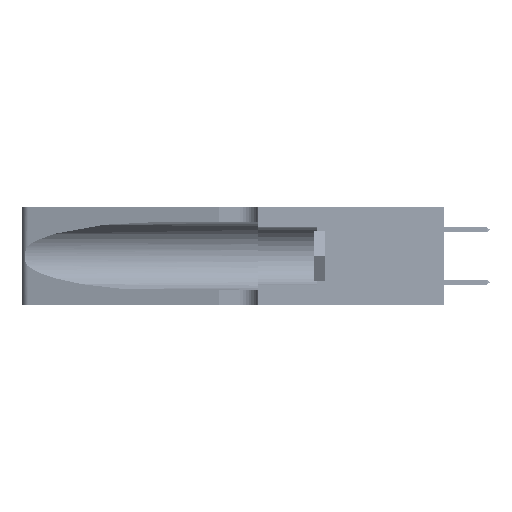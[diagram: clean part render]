
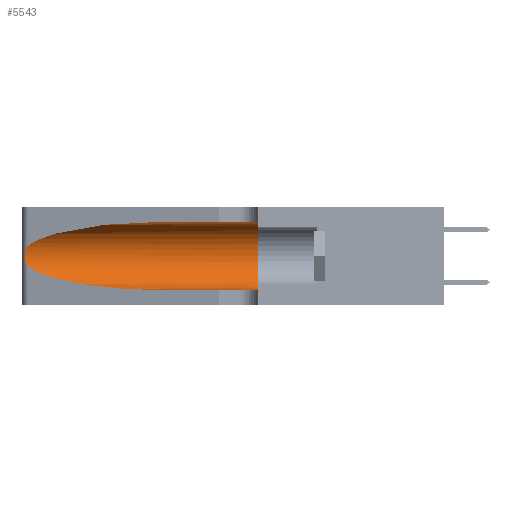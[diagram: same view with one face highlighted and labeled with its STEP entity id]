
A CAD part, left-side view. The second image highlights one B-rep face of the part: STEP entity #5543.
In plain terms, the highlighted cylindrical face has radius 3.308 mm (diameter 6.617 mm), a partial arc.
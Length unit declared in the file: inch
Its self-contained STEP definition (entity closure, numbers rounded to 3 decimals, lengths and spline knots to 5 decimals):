
#2072 = VERTEX_POINT ( 'NONE', #24699 ) ;
#3226 = EDGE_CURVE ( 'NONE', #25519, #18336, #21464, .T. ) ;
#4640 = CARTESIAN_POINT ( 'NONE',  ( 0.2373, 1.15595, 0.28018 ) ) ;
#4656 = CIRCLE ( 'NONE', #29701, 0.13025 ) ;
#4865 = VECTOR ( 'NONE', #23610, 39.37008 ) ;
#5543 = ADVANCED_FACE ( 'NONE', ( #49211 ), #47903, .F. ) ;
#6036 = CARTESIAN_POINT ( 'NONE',  ( 0.25787, 1.23484, 0.2124 ) ) ;
#6844 = EDGE_CURVE ( 'NONE', #2072, #51582, #16094, .T. ) ;
#8763 = CARTESIAN_POINT ( 'NONE',  ( 0.1305, 0.72297, 0.05475 ) ) ;
#10298 = CARTESIAN_POINT ( 'NONE',  ( 0.26018, 1.23835, 0.19895 ) ) ;
#13217 = AXIS2_PLACEMENT_3D ( 'NONE', #27541, #40022, #19162 ) ;
#14255 = EDGE_CURVE ( 'NONE', #37612, #25519, #37434, .T. ) ;
#14516 = CARTESIAN_POINT ( 'NONE',  ( 0.26075, 1.23896, 0.178 ) ) ;
#16005 = CARTESIAN_POINT ( 'NONE',  ( 0.1305, 0.35, 0.185 ) ) ;
#16094 = LINE ( 'NONE', #27624, #4865 ) ;
#16621 = CARTESIAN_POINT ( 'NONE',  ( 0.2373, 1.15595, 0.08982 ) ) ;
#17881 = LINE ( 'NONE', #45333, #37498 ) ;
#18336 = VERTEX_POINT ( 'NONE', #8763 ) ;
#18730 = CARTESIAN_POINT ( 'NONE',  ( 0.25856, 1.23593, 0.16098 ) ) ;
#19162 = DIRECTION ( 'NONE',  ( 0., 0., -1. ) ) ;
#20222 = DIRECTION ( 'NONE',  ( 0., 0., 1. ) ) ;
#20835 = CARTESIAN_POINT ( 'NONE',  ( 0.18966, 0.96281, 0.05475 ) ) ;
#21464 =( BOUNDED_CURVE ( )  B_SPLINE_CURVE ( 3, ( #49874, #16621, #20835, #25004 ),
 .UNSPECIFIED., .F., .F. ) 
 B_SPLINE_CURVE_WITH_KNOTS ( ( 4, 4 ),
 ( 3.44316, 4.71239 ),
 .UNSPECIFIED. ) 
 CURVE ( )  GEOMETRIC_REPRESENTATION_ITEM ( )  RATIONAL_B_SPLINE_CURVE ( ( 1., 0.87, 0.87, 1. ) ) 
 REPRESENTATION_ITEM ( '' )  );
#22745 = CARTESIAN_POINT ( 'NONE',  ( 0.25555, 1.22994, 0.2215 ) ) ;
#22929 = CARTESIAN_POINT ( 'NONE',  ( 0.25639, 1.23186, 0.15144 ) ) ;
#23610 = DIRECTION ( 'NONE',  ( 0., -1., 0. ) ) ;
#24699 = CARTESIAN_POINT ( 'NONE',  ( 0.1305, 0.72297, 0.31525 ) ) ;
#24956 =( BOUNDED_CURVE ( )  B_SPLINE_CURVE ( 3, ( #25552, #38030, #4640, #34001 ),
 .UNSPECIFIED., .F., .T. ) 
 B_SPLINE_CURVE_WITH_KNOTS ( ( 4, 4 ),
 ( 1.5708, 2.84003 ),
 .UNSPECIFIED. ) 
 CURVE ( )  GEOMETRIC_REPRESENTATION_ITEM ( )  RATIONAL_B_SPLINE_CURVE ( ( 1., 0.87, 0.87, 1. ) ) 
 REPRESENTATION_ITEM ( '' )  );
#25004 = CARTESIAN_POINT ( 'NONE',  ( 0.1305, 0.72297, 0.05475 ) ) ;
#25519 = VERTEX_POINT ( 'NONE', #32593 ) ;
#25552 = CARTESIAN_POINT ( 'NONE',  ( 0.1305, 0.72297, 0.31525 ) ) ;
#26346 = CARTESIAN_POINT ( 'NONE',  ( 0.1305, 0.35, 0.31525 ) ) ;
#26885 = EDGE_CURVE ( 'NONE', #51582, #28759, #4656, .T. ) ;
#26921 = CARTESIAN_POINT ( 'NONE',  ( 0.25487, 1.22718, 0.22369 ) ) ;
#27100 = CARTESIAN_POINT ( 'NONE',  ( 0.25487, 1.22718, 0.14631 ) ) ;
#27293 = CARTESIAN_POINT ( 'NONE',  ( 0.25487, 1.22718, 0.22369 ) ) ;
#27541 = CARTESIAN_POINT ( 'NONE',  ( 0.1305, 1.61858, 0.185 ) ) ;
#27624 = CARTESIAN_POINT ( 'NONE',  ( 0.1305, 1.61858, 0.31525 ) ) ;
#28029 = ORIENTED_EDGE ( 'NONE', *, *, #26885, .F. ) ;
#28759 = VERTEX_POINT ( 'NONE', #42527 ) ;
#29701 = AXIS2_PLACEMENT_3D ( 'NONE', #16005, #45274, #20222 ) ;
#31135 = CARTESIAN_POINT ( 'NONE',  ( 0.25639, 1.23184, 0.21858 ) ) ;
#31496 = ORIENTED_EDGE ( 'NONE', *, *, #3226, .T. ) ;
#32593 = CARTESIAN_POINT ( 'NONE',  ( 0.25487, 1.22718, 0.14631 ) ) ;
#32705 = DIRECTION ( 'NONE',  ( 0., -1., 0. ) ) ;
#33923 = EDGE_LOOP ( 'NONE', ( #51789, #42759, #31496, #41740, #28029, #47090 ) ) ;
#34001 = CARTESIAN_POINT ( 'NONE',  ( 0.25487, 1.22718, 0.22369 ) ) ;
#35370 = CARTESIAN_POINT ( 'NONE',  ( 0.25854, 1.2359, 0.20912 ) ) ;
#37434 = B_SPLINE_CURVE_WITH_KNOTS ( 'NONE', 3,
 ( #26921, #22745, #31135, #6036, #35370, #10298, #39573, #14516, #43781, #18730, #47958, #22929, #52131, #27100 ),
 .UNSPECIFIED., .F., .F.,
 ( 4, 2, 2, 2, 2, 2, 4 ),
 ( 0., 0.00027, 0.00053, 0.00107, 0.0016, 0.00187, 0.00214 ),
 .UNSPECIFIED. ) ;
#37498 = VECTOR ( 'NONE', #32705, 39.37008 ) ;
#37612 = VERTEX_POINT ( 'NONE', #27293 ) ;
#38030 = CARTESIAN_POINT ( 'NONE',  ( 0.18966, 0.96281, 0.31525 ) ) ;
#39573 = CARTESIAN_POINT ( 'NONE',  ( 0.26075, 1.23896, 0.19203 ) ) ;
#40022 = DIRECTION ( 'NONE',  ( 0., -1., 0. ) ) ;
#41740 = ORIENTED_EDGE ( 'NONE', *, *, #46150, .T. ) ;
#42527 = CARTESIAN_POINT ( 'NONE',  ( 0.1305, 0.35, 0.05475 ) ) ;
#42759 = ORIENTED_EDGE ( 'NONE', *, *, #14255, .T. ) ;
#43781 = CARTESIAN_POINT ( 'NONE',  ( 0.26017, 1.23833, 0.17102 ) ) ;
#45274 = DIRECTION ( 'NONE',  ( 0., 1., 0. ) ) ;
#45333 = CARTESIAN_POINT ( 'NONE',  ( 0.1305, 1.61858, 0.05475 ) ) ;
#46150 = EDGE_CURVE ( 'NONE', #18336, #28759, #17881, .T. ) ;
#47090 = ORIENTED_EDGE ( 'NONE', *, *, #6844, .F. ) ;
#47903 = CYLINDRICAL_SURFACE ( 'NONE', #13217, 0.13025 ) ;
#47958 = CARTESIAN_POINT ( 'NONE',  ( 0.25789, 1.23486, 0.15765 ) ) ;
#49211 = FACE_OUTER_BOUND ( 'NONE', #33923, .T. ) ;
#49874 = CARTESIAN_POINT ( 'NONE',  ( 0.25487, 1.22718, 0.14631 ) ) ;
#51582 = VERTEX_POINT ( 'NONE', #26346 ) ;
#51789 = ORIENTED_EDGE ( 'NONE', *, *, #53858, .T. ) ;
#52131 = CARTESIAN_POINT ( 'NONE',  ( 0.25555, 1.22993, 0.14849 ) ) ;
#53858 = EDGE_CURVE ( 'NONE', #2072, #37612, #24956, .T. ) ;
